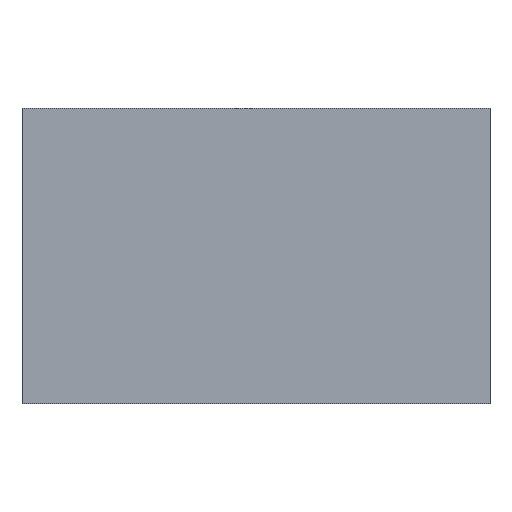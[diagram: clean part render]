
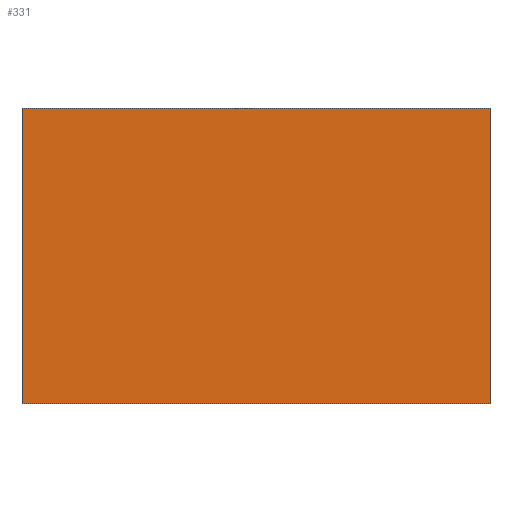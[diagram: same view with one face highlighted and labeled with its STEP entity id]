
A CAD part, top view. The second image highlights one B-rep face of the part: STEP entity #331.
In plain terms, the highlighted planar face has unit normal (0, 0, 1).
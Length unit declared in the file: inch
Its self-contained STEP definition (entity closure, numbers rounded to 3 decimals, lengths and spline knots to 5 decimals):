
#331=ADVANCED_FACE('',(#375),#361,.T.);
#361=PLANE('',#607);
#375=FACE_OUTER_BOUND('',#388,.T.);
#388=EDGE_LOOP('',(#454,#455,#456,#457));
#454=ORIENTED_EDGE('',*,*,#544,.T.);
#455=ORIENTED_EDGE('',*,*,#548,.T.);
#456=ORIENTED_EDGE('',*,*,#551,.T.);
#457=ORIENTED_EDGE('',*,*,#553,.T.);
#512=VERTEX_POINT('',#784);
#513=VERTEX_POINT('',#786);
#515=VERTEX_POINT('',#792);
#517=VERTEX_POINT('',#798);
#544=EDGE_CURVE('',#513,#512,#580,.T.);
#548=EDGE_CURVE('',#512,#515,#584,.T.);
#551=EDGE_CURVE('',#515,#517,#587,.T.);
#553=EDGE_CURVE('',#517,#513,#589,.T.);
#580=LINE('',#785,#592);
#584=LINE('',#793,#596);
#587=LINE('',#799,#599);
#589=LINE('',#802,#601);
#592=VECTOR('',#661,1.);
#596=VECTOR('',#667,1.);
#599=VECTOR('',#672,1.);
#601=VECTOR('',#676,1.);
#607=AXIS2_PLACEMENT_3D('',#804,#679,#680);
#661=DIRECTION('',(0.,-1.,0.));
#667=DIRECTION('',(1.,0.,0.));
#672=DIRECTION('',(0.,1.,0.));
#676=DIRECTION('',(-1.,0.,0.));
#679=DIRECTION('',(0.,0.,1.));
#680=DIRECTION('',(1.,0.,0.));
#784=CARTESIAN_POINT('',(0.,0.,0.5));
#785=CARTESIAN_POINT('',(0.,1.45,0.5));
#786=CARTESIAN_POINT('',(0.,1.45,0.5));
#792=CARTESIAN_POINT('',(2.3,0.,0.5));
#793=CARTESIAN_POINT('',(0.,0.,0.5));
#798=CARTESIAN_POINT('',(2.3,1.45,0.5));
#799=CARTESIAN_POINT('',(2.3,0.,0.5));
#802=CARTESIAN_POINT('',(2.3,1.45,0.5));
#804=CARTESIAN_POINT('',(0.,0.,0.5));
